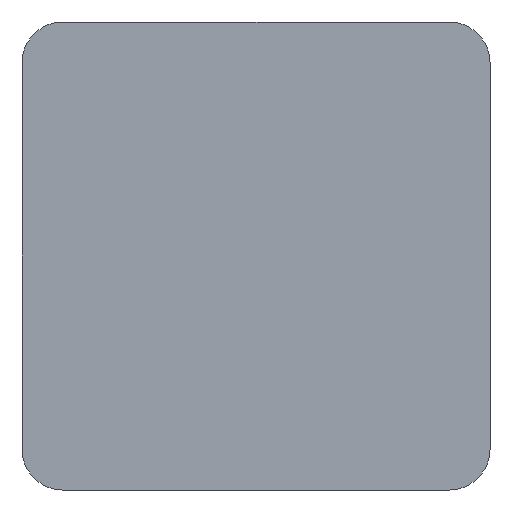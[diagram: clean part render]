
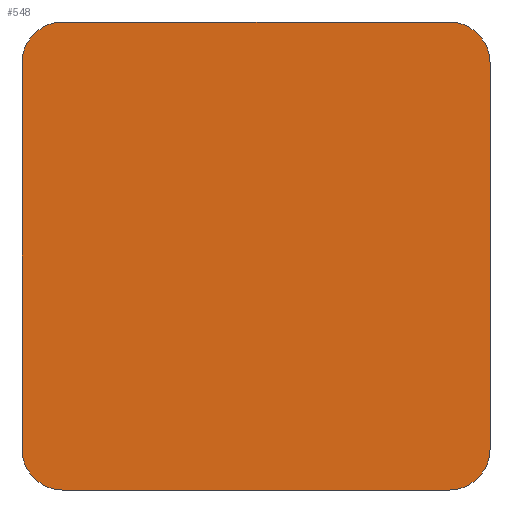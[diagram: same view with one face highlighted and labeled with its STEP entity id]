
A CAD part, front view. The second image highlights one B-rep face of the part: STEP entity #548.
In plain terms, the highlighted planar face has unit normal (0, -1, 0).
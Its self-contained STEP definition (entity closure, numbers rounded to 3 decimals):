
#31=PLANE('',#623);
#65=FACE_OUTER_BOUND('',#103,.T.);
#103=EDGE_LOOP('',(#464,#465,#466,#467,#468,#469,#470,#471));
#156=LINE('',#1054,#196);
#158=LINE('',#1058,#198);
#159=LINE('',#1062,#199);
#160=LINE('',#1066,#200);
#196=VECTOR('',#769,10.);
#198=VECTOR('',#773,10.);
#199=VECTOR('',#776,10.);
#200=VECTOR('',#779,10.);
#224=CIRCLE('',#621,3.5);
#225=CIRCLE('',#624,3.5);
#226=CIRCLE('',#625,3.5);
#227=CIRCLE('',#626,3.5);
#268=VERTEX_POINT('',#1047);
#269=VERTEX_POINT('',#1049);
#270=VERTEX_POINT('',#1053);
#271=VERTEX_POINT('',#1057);
#272=VERTEX_POINT('',#1059);
#273=VERTEX_POINT('',#1061);
#274=VERTEX_POINT('',#1063);
#275=VERTEX_POINT('',#1065);
#335=EDGE_CURVE('',#268,#269,#224,.T.);
#337=EDGE_CURVE('',#270,#269,#156,.T.);
#339=EDGE_CURVE('',#268,#271,#158,.T.);
#340=EDGE_CURVE('',#272,#271,#225,.T.);
#341=EDGE_CURVE('',#272,#273,#159,.T.);
#342=EDGE_CURVE('',#274,#273,#226,.T.);
#343=EDGE_CURVE('',#274,#275,#160,.T.);
#344=EDGE_CURVE('',#270,#275,#227,.T.);
#464=ORIENTED_EDGE('',*,*,#335,.F.);
#465=ORIENTED_EDGE('',*,*,#339,.T.);
#466=ORIENTED_EDGE('',*,*,#340,.F.);
#467=ORIENTED_EDGE('',*,*,#341,.T.);
#468=ORIENTED_EDGE('',*,*,#342,.F.);
#469=ORIENTED_EDGE('',*,*,#343,.T.);
#470=ORIENTED_EDGE('',*,*,#344,.F.);
#471=ORIENTED_EDGE('',*,*,#337,.T.);
#548=ADVANCED_FACE('',(#65),#31,.F.);
#621=AXIS2_PLACEMENT_3D('',#1050,#764,#765);
#623=AXIS2_PLACEMENT_3D('',#1056,#771,#772);
#624=AXIS2_PLACEMENT_3D('',#1060,#774,#775);
#625=AXIS2_PLACEMENT_3D('',#1064,#777,#778);
#626=AXIS2_PLACEMENT_3D('',#1067,#780,#781);
#764=DIRECTION('center_axis',(0.,1.,0.));
#765=DIRECTION('ref_axis',(0.707,0.,-0.707));
#769=DIRECTION('',(1.,0.,0.));
#771=DIRECTION('center_axis',(0.,1.,0.));
#772=DIRECTION('ref_axis',(1.,0.,0.));
#773=DIRECTION('',(0.,0.,1.));
#774=DIRECTION('center_axis',(0.,1.,0.));
#775=DIRECTION('ref_axis',(0.707,0.,0.707));
#776=DIRECTION('',(-1.,0.,0.));
#777=DIRECTION('center_axis',(0.,1.,0.));
#778=DIRECTION('ref_axis',(-0.707,0.,0.707));
#779=DIRECTION('',(0.,0.,-1.));
#780=DIRECTION('center_axis',(0.,1.,0.));
#781=DIRECTION('ref_axis',(-0.707,0.,-0.707));
#1047=CARTESIAN_POINT('',(20.,0.,-16.5));
#1049=CARTESIAN_POINT('',(16.5,0.,-20.));
#1050=CARTESIAN_POINT('Origin',(16.5,0.,-16.5));
#1053=CARTESIAN_POINT('',(-16.5,0.,-20.));
#1054=CARTESIAN_POINT('',(-20.,0.,-20.));
#1056=CARTESIAN_POINT('Origin',(0.,0.,0.));
#1057=CARTESIAN_POINT('',(20.,0.,16.5));
#1058=CARTESIAN_POINT('',(20.,0.,-20.));
#1059=CARTESIAN_POINT('',(16.5,0.,20.));
#1060=CARTESIAN_POINT('Origin',(16.5,0.,16.5));
#1061=CARTESIAN_POINT('',(-16.5,0.,20.));
#1062=CARTESIAN_POINT('',(20.,0.,20.));
#1063=CARTESIAN_POINT('',(-20.,0.,16.5));
#1064=CARTESIAN_POINT('Origin',(-16.5,0.,16.5));
#1065=CARTESIAN_POINT('',(-20.,0.,-16.5));
#1066=CARTESIAN_POINT('',(-20.,0.,20.));
#1067=CARTESIAN_POINT('Origin',(-16.5,0.,-16.5));
